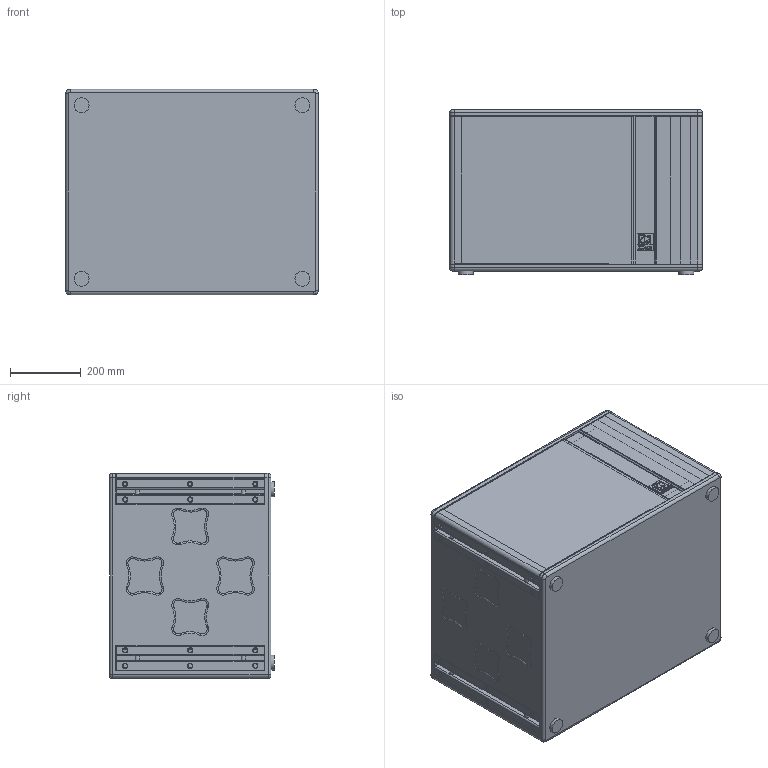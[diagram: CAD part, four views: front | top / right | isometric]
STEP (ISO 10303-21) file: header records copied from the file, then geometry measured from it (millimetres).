
FILE_DESCRIPTION(/* description */ (''),/* implementation_level */ '2;1');
FILE_NAME(/* name */ 'AUDAC-FX3.15.stp',/* time_stamp */ '2021-04-12T11:03:00+02:00',/* author */ ('kamiel'),/* organization */ (''),/* preprocessor_version */ 'ST-DEVELOPER v18.1',/* originating_system */ 'Autodesk Inventor 2021',/* authorisation */ '');
FILE_SCHEMA (('AUTOMOTIVE_DESIGN { 1 0 10303 214 3 1 1 }'));
Length unit declared in the file: millimetre
Products named in the file (1): AUDAC-FX3.15
Bounding box: 714 x 466 x 580 mm (x, y, z)
Volume: 186851014.9 mm3; surface area: 2291741.3 mm2
Topology: 1 solids, 1 shells, 688 faces, 1798 edges, 1174 vertices
Faces by surface type: plane 443, cylinder 108, torus 64, cone 48, bspline 25
Full cylindrical faces by diameter (mm): 7 x14, 9 x6, 11.34 x12, 12 x8, 42 x4
Entity records: 24141 total; most frequent: CARTESIAN_POINT 6417, ORIENTED_EDGE 3590, DIRECTION 3477, EDGE_CURVE 1795, LINE 1199, VECTOR 1199, VERTEX_POINT 1174, AXIS2_PLACEMENT_3D 1139
